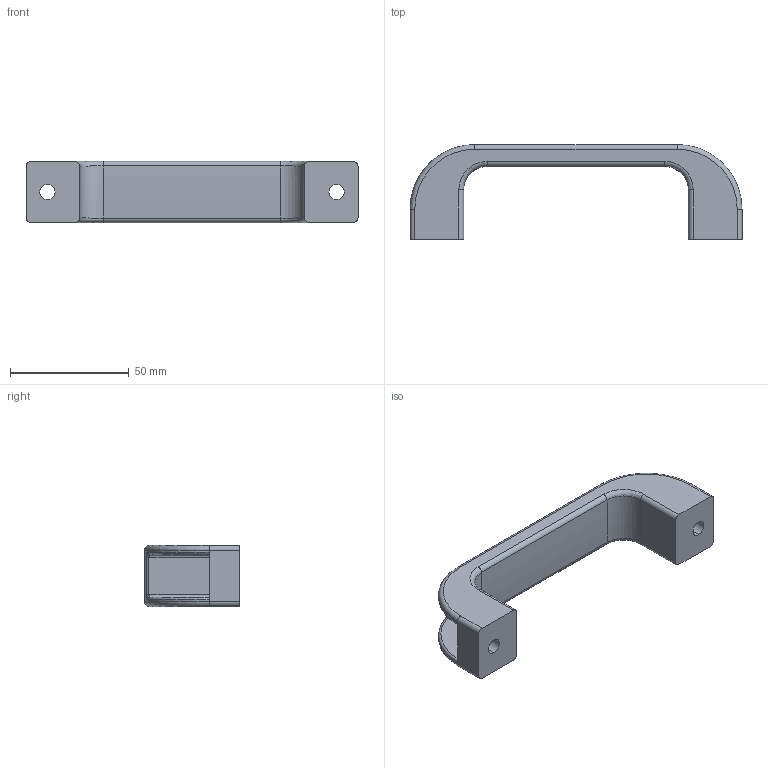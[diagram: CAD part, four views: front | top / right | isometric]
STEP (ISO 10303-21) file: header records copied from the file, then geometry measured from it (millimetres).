
FILE_DESCRIPTION (( 'STEP AP214' ), '1' );
FILE_NAME ('SNSD.30.51.12. Ðó÷êà äâåðíàÿ ïëàñòèêîâàÿ, 140ìì(D25).STEP', '2014-11-25T12:35:20', ( 'XTreme.ws' ), ( 'XTreme.ws' ), 'SwSTEP 2.0', 'SolidWorks 2014', '' );
FILE_SCHEMA (( 'AUTOMOTIVE_DESIGN' ));
Length unit declared in the file: millimetre
Products named in the file (1): SNSD.30.51.12. Ðó÷êà äâåðíàÿ ïëàñòèêîâàÿ, 140ìì(D25)
Bounding box: 140 x 40 x 25.8 mm (x, y, z)
Volume: 45246.8 mm3; surface area: 16740 mm2
Topology: 1 solids, 1 shells, 70 faces, 170 edges, 104 vertices
Faces by surface type: cylinder 33, plane 19, torus 10, bspline 8
Entity records: 2776 total; most frequent: CARTESIAN_POINT 1093, DIRECTION 360, ORIENTED_EDGE 340, EDGE_CURVE 170, AXIS2_PLACEMENT_3D 143, VERTEX_POINT 104, CIRCLE 80, EDGE_LOOP 76
